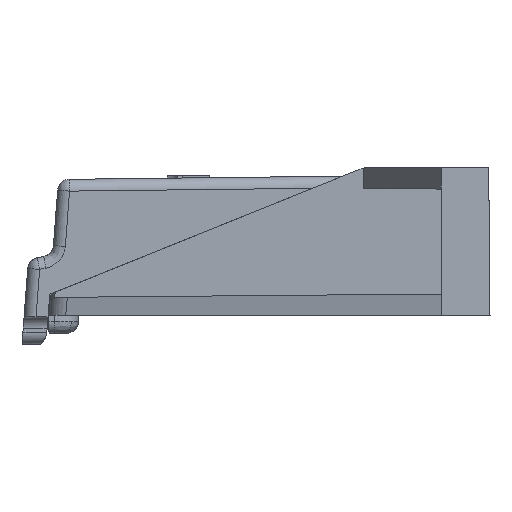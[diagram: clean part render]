
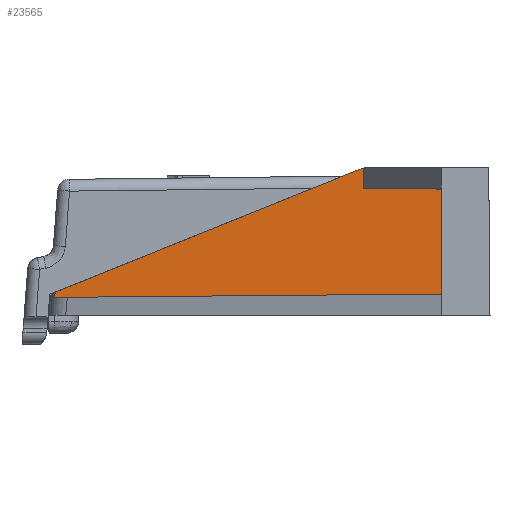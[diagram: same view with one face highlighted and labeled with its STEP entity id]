
A CAD part, left-side view. The second image highlights one B-rep face of the part: STEP entity #23565.
In plain terms, the highlighted planar face has unit normal (-1, 0.009, 0).
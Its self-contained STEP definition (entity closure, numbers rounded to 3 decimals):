
#425 = CARTESIAN_POINT ( 'NONE',  ( -44.9, -6.5, 0. ) ) ;
#995 = CARTESIAN_POINT ( 'NONE',  ( -44.897, -6.108, 1.797 ) ) ;
#1665 = ORIENTED_EDGE ( 'NONE', *, *, #35024, .T. ) ;
#1740 = VERTEX_POINT ( 'NONE', #8425 ) ;
#3345 = CARTESIAN_POINT ( 'NONE',  ( -44.84, 0.36, 12.255 ) ) ;
#4673 = ORIENTED_EDGE ( 'NONE', *, *, #15201, .T. ) ;
#4698 = DIRECTION ( 'NONE',  ( 0., 0., 1. ) ) ;
#6181 = DIRECTION ( 'NONE',  ( 0.009, 1., 0.009 ) ) ;
#6355 = CARTESIAN_POINT ( 'NONE',  ( -44.843, 0.037, 10.657 ) ) ;
#7085 = FACE_OUTER_BOUND ( 'NONE', #9266, .T. ) ;
#7728 = CARTESIAN_POINT ( 'NONE',  ( -44.841, 0.255, 12.297 ) ) ;
#8425 = CARTESIAN_POINT ( 'NONE',  ( -44.9, -6.5, 10.6 ) ) ;
#9266 = EDGE_LOOP ( 'NONE', ( #1665, #11942, #20087, #12591, #4673, #27173, #40948 ) ) ;
#9972 = DIRECTION ( 'NONE',  ( -1., 0.009, 0. ) ) ;
#10667 = CARTESIAN_POINT ( 'NONE',  ( -44.806, 4.299, 10.667 ) ) ;
#10828 = CARTESIAN_POINT ( 'NONE',  ( -44.843, 0.037, 12.354 ) ) ;
#11180 = VECTOR ( 'NONE', #37727, 1000. ) ;
#11878 =( BOUNDED_CURVE ( )  B_SPLINE_CURVE ( 3, ( #42742, #12131, #29198, #32316 ),
 .UNSPECIFIED., .F., .F. ) 
 B_SPLINE_CURVE_WITH_KNOTS ( ( 4, 4 ),
 ( 2.192, 2.196 ),
 .UNSPECIFIED. ) 
 CURVE ( )  GEOMETRIC_REPRESENTATION_ITEM ( )  RATIONAL_B_SPLINE_CURVE ( ( 1., 1., 1., 1. ) ) 
 REPRESENTATION_ITEM ( '' )  );
#11894 = VERTEX_POINT ( 'NONE', #21760 ) ;
#11942 = ORIENTED_EDGE ( 'NONE', *, *, #37875, .T. ) ;
#12131 = CARTESIAN_POINT ( 'NONE',  ( -44.617, 25.933, 1.807 ) ) ;
#12591 = ORIENTED_EDGE ( 'NONE', *, *, #40456, .T. ) ;
#13178 = VECTOR ( 'NONE', #4698, 1000. ) ;
#13705 = LINE ( 'NONE', #23918, #36139 ) ;
#14163 = CARTESIAN_POINT ( 'NONE',  ( -44.84, 0.36, 12.255 ) ) ;
#14713 = EDGE_CURVE ( 'NONE', #1740, #19001, #13705, .T. ) ;
#15201 = EDGE_CURVE ( 'NONE', #18353, #11894, #20727, .T. ) ;
#16448 = CARTESIAN_POINT ( 'NONE',  ( -44.9, -6.5, 0. ) ) ;
#16823 = PLANE ( 'NONE',  #31628 ) ;
#16886 = DIRECTION ( 'NONE',  ( 0., 0., -1. ) ) ;
#18004 = LINE ( 'NONE', #41751, #13178 ) ;
#18050 = DIRECTION ( 'NONE',  ( -0.009, -1., 0.009 ) ) ;
#18353 = VERTEX_POINT ( 'NONE', #20462 ) ;
#19001 = VERTEX_POINT ( 'NONE', #6355 ) ;
#20087 = ORIENTED_EDGE ( 'NONE', *, *, #37434, .T. ) ;
#20462 = CARTESIAN_POINT ( 'NONE',  ( -44.617, 25.955, 1.517 ) ) ;
#20727 = LINE ( 'NONE', #995, #26351 ) ;
#21760 = CARTESIAN_POINT ( 'NONE',  ( -44.9, -6.5, 1.8 ) ) ;
#23565 = ADVANCED_FACE ( 'NONE', ( #7085 ), #16823, .T. ) ;
#23918 = CARTESIAN_POINT ( 'NONE',  ( -44.897, -6.108, 10.603 ) ) ;
#25339 = EDGE_CURVE ( 'NONE', #1740, #11894, #26443, .T. ) ;
#26351 = VECTOR ( 'NONE', #18050, 1000. ) ;
#26443 = LINE ( 'NONE', #16448, #28225 ) ;
#27173 = ORIENTED_EDGE ( 'NONE', *, *, #25339, .F. ) ;
#28225 = VECTOR ( 'NONE', #16886, 1000. ) ;
#29198 = CARTESIAN_POINT ( 'NONE',  ( -44.617, 25.944, 1.662 ) ) ;
#29540 = CARTESIAN_POINT ( 'NONE',  ( -44.843, 0.037, 12.354 ) ) ;
#30849 = LINE ( 'NONE', #10667, #11180 ) ;
#30925 = DIRECTION ( 'NONE',  ( -0.009, -1., 0. ) ) ;
#31628 = AXIS2_PLACEMENT_3D ( 'NONE', #425, #9972, #30925 ) ;
#32316 = CARTESIAN_POINT ( 'NONE',  ( -44.617, 25.955, 1.517 ) ) ;
#33543 = VERTEX_POINT ( 'NONE', #39392 ) ;
#33642 =( BOUNDED_CURVE ( )  B_SPLINE_CURVE ( 3, ( #10828, #37680, #7728, #14163 ),
 .UNSPECIFIED., .F., .T. ) 
 B_SPLINE_CURVE_WITH_KNOTS ( ( 4, 4 ),
 ( 4.927, 5.096 ),
 .UNSPECIFIED. ) 
 CURVE ( )  GEOMETRIC_REPRESENTATION_ITEM ( )  RATIONAL_B_SPLINE_CURVE ( ( 1., 0.998, 0.998, 1. ) ) 
 REPRESENTATION_ITEM ( '' )  );
#35024 = EDGE_CURVE ( 'NONE', #19001, #42264, #18004, .T. ) ;
#36139 = VECTOR ( 'NONE', #6181, 1000. ) ;
#37434 = EDGE_CURVE ( 'NONE', #43658, #33543, #30849, .T. ) ;
#37680 = CARTESIAN_POINT ( 'NONE',  ( -44.842, 0.147, 12.33 ) ) ;
#37727 = DIRECTION ( 'NONE',  ( 0.008, 0.927, -0.374 ) ) ;
#37875 = EDGE_CURVE ( 'NONE', #42264, #43658, #33642, .T. ) ;
#39392 = CARTESIAN_POINT ( 'NONE',  ( -44.617, 25.922, 1.952 ) ) ;
#40456 = EDGE_CURVE ( 'NONE', #33543, #18353, #11878, .T. ) ;
#40948 = ORIENTED_EDGE ( 'NONE', *, *, #14713, .T. ) ;
#41751 = CARTESIAN_POINT ( 'NONE',  ( -44.843, 0.037, 10.6 ) ) ;
#42264 = VERTEX_POINT ( 'NONE', #29540 ) ;
#42742 = CARTESIAN_POINT ( 'NONE',  ( -44.617, 25.922, 1.952 ) ) ;
#43658 = VERTEX_POINT ( 'NONE', #3345 ) ;
